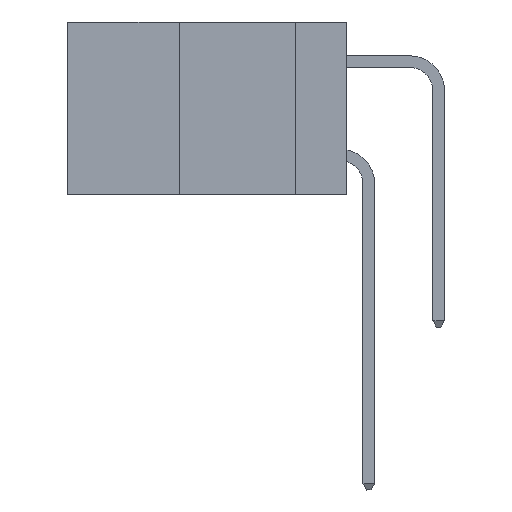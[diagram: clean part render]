
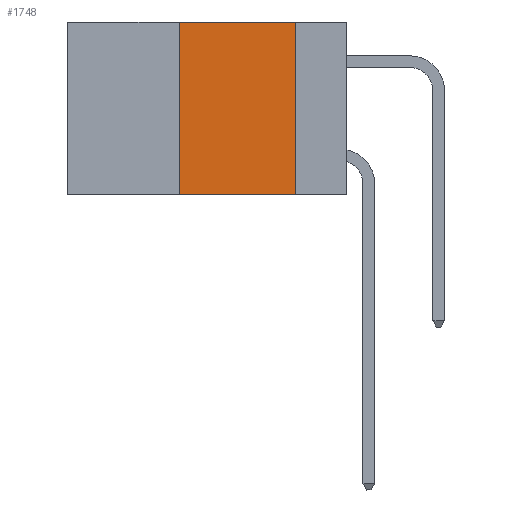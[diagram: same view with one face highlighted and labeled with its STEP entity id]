
A CAD part, left-side view. The second image highlights one B-rep face of the part: STEP entity #1748.
In plain terms, the highlighted planar face has unit normal (-1, 0, 0).
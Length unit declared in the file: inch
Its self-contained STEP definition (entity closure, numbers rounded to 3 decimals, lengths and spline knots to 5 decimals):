
#49 = VERTEX_POINT ( 'NONE', #24260 ) ;
#1533 = DIRECTION ( 'NONE',  ( 0., -1., 0. ) ) ;
#1748 = ADVANCED_FACE ( 'NONE', ( #10819 ), #22034, .F. ) ;
#1875 = ORIENTED_EDGE ( 'NONE', *, *, #5814, .F. ) ;
#1893 = CARTESIAN_POINT ( 'NONE',  ( 0., 0.36, 0. ) ) ;
#2004 = VECTOR ( 'NONE', #6028, 39.37008 ) ;
#3111 = VECTOR ( 'NONE', #1533, 39.37008 ) ;
#4088 = EDGE_CURVE ( 'NONE', #10933, #49, #7802, .T. ) ;
#4430 = ORIENTED_EDGE ( 'NONE', *, *, #17915, .F. ) ;
#5007 = EDGE_CURVE ( 'NONE', #22263, #12692, #20701, .T. ) ;
#5814 = EDGE_CURVE ( 'NONE', #12692, #49, #13038, .T. ) ;
#6028 = DIRECTION ( 'NONE',  ( 0., 0., 1. ) ) ;
#6235 = ORIENTED_EDGE ( 'NONE', *, *, #5007, .F. ) ;
#6938 = EDGE_LOOP ( 'NONE', ( #1875, #6235, #4430, #21118 ) ) ;
#6965 = DIRECTION ( 'NONE',  ( 1., 0., 0. ) ) ;
#7802 = LINE ( 'NONE', #18537, #3111 ) ;
#7973 = CARTESIAN_POINT ( 'NONE',  ( 0., 0.11, 0. ) ) ;
#8227 = DIRECTION ( 'NONE',  ( 0., 0., -1. ) ) ;
#9923 = CARTESIAN_POINT ( 'NONE',  ( 0., 0.11, 0. ) ) ;
#10819 = FACE_OUTER_BOUND ( 'NONE', #6938, .T. ) ;
#10933 = VERTEX_POINT ( 'NONE', #12007 ) ;
#12007 = CARTESIAN_POINT ( 'NONE',  ( 0., 0.36, -0.37 ) ) ;
#12692 = VERTEX_POINT ( 'NONE', #9923 ) ;
#13038 = LINE ( 'NONE', #7973, #14215 ) ;
#14215 = VECTOR ( 'NONE', #8227, 39.37008 ) ;
#15691 = VECTOR ( 'NONE', #20435, 39.37008 ) ;
#16713 = CARTESIAN_POINT ( 'NONE',  ( 0., 0.6, 0. ) ) ;
#17913 = DIRECTION ( 'NONE',  ( 0., 0., -1. ) ) ;
#17915 = EDGE_CURVE ( 'NONE', #10933, #22263, #20270, .T. ) ;
#18071 = CARTESIAN_POINT ( 'NONE',  ( 0., 0.6, 0. ) ) ;
#18537 = CARTESIAN_POINT ( 'NONE',  ( 0., 0.6, -0.37 ) ) ;
#19112 = CARTESIAN_POINT ( 'NONE',  ( 0., 0.36, 0. ) ) ;
#19292 = AXIS2_PLACEMENT_3D ( 'NONE', #18071, #6965, #17913 ) ;
#20270 = LINE ( 'NONE', #19112, #2004 ) ;
#20435 = DIRECTION ( 'NONE',  ( 0., -1., 0. ) ) ;
#20701 = LINE ( 'NONE', #16713, #15691 ) ;
#21118 = ORIENTED_EDGE ( 'NONE', *, *, #4088, .T. ) ;
#22034 = PLANE ( 'NONE',  #19292 ) ;
#22263 = VERTEX_POINT ( 'NONE', #1893 ) ;
#24260 = CARTESIAN_POINT ( 'NONE',  ( 0., 0.11, -0.37 ) ) ;
